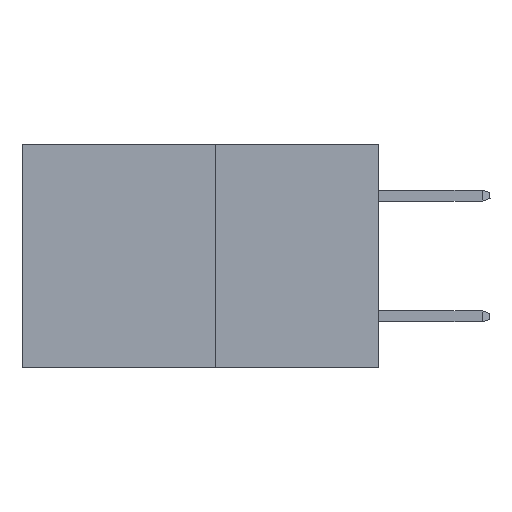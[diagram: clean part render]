
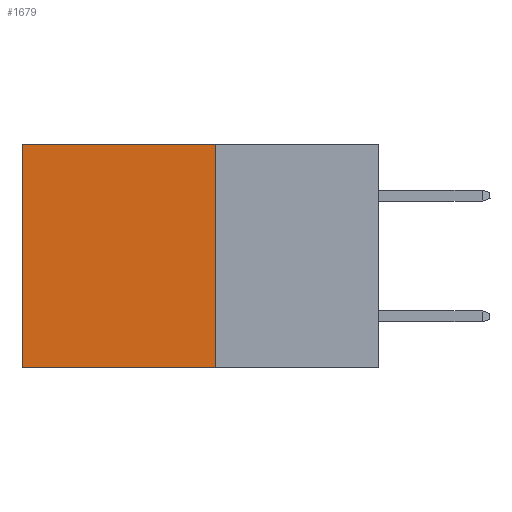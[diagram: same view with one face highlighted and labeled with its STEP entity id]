
A CAD part, left-side view. The second image highlights one B-rep face of the part: STEP entity #1679.
In plain terms, the highlighted planar face has unit normal (-1, 0, 0).
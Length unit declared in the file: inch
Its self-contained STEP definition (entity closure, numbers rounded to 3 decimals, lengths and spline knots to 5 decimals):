
#156 = DIRECTION ( 'NONE',  ( 0., 0., -1. ) ) ;
#185 = CARTESIAN_POINT ( 'NONE',  ( 0.277, 0.59, -0.37 ) ) ;
#316 = ORIENTED_EDGE ( 'NONE', *, *, #5445, .T. ) ;
#546 = ORIENTED_EDGE ( 'NONE', *, *, #6528, .F. ) ;
#612 = ORIENTED_EDGE ( 'NONE', *, *, #6409, .F. ) ;
#627 = ORIENTED_EDGE ( 'NONE', *, *, #10856, .T. ) ;
#858 = AXIS2_PLACEMENT_3D ( 'NONE', #9105, #9279, #9251 ) ;
#1679 = ADVANCED_FACE ( 'NONE', ( #9955 ), #2560, .F. ) ;
#2330 = VERTEX_POINT ( 'NONE', #9865 ) ;
#2560 = PLANE ( 'NONE',  #858 ) ;
#3050 = LINE ( 'NONE', #185, #10600 ) ;
#3379 = CARTESIAN_POINT ( 'NONE',  ( 0.277, 0.27, -0.37 ) ) ;
#3757 = VECTOR ( 'NONE', #10434, 39.37008 ) ;
#3885 = CARTESIAN_POINT ( 'NONE',  ( 0.277, 0.59, -0.37 ) ) ;
#3921 = DIRECTION ( 'NONE',  ( 0., 1., 0. ) ) ;
#3980 = LINE ( 'NONE', #8832, #6293 ) ;
#4558 = CARTESIAN_POINT ( 'NONE',  ( 0.277, 0.27, -0.37 ) ) ;
#4799 = VERTEX_POINT ( 'NONE', #3885 ) ;
#5289 = VECTOR ( 'NONE', #10269, 39.37008 ) ;
#5339 = LINE ( 'NONE', #3379, #5289 ) ;
#5445 = EDGE_CURVE ( 'NONE', #2330, #4799, #3050, .T. ) ;
#6293 = VECTOR ( 'NONE', #3921, 39.37008 ) ;
#6409 = EDGE_CURVE ( 'NONE', #7805, #9937, #5339, .T. ) ;
#6528 = EDGE_CURVE ( 'NONE', #9937, #4799, #9015, .T. ) ;
#6593 = CARTESIAN_POINT ( 'NONE',  ( 0.277, 0.27, 0. ) ) ;
#7805 = VERTEX_POINT ( 'NONE', #6593 ) ;
#8832 = CARTESIAN_POINT ( 'NONE',  ( 0.277, 0.27, 0. ) ) ;
#9015 = LINE ( 'NONE', #4558, #3757 ) ;
#9105 = CARTESIAN_POINT ( 'NONE',  ( 0.277, 0.27, -0.37 ) ) ;
#9251 = DIRECTION ( 'NONE',  ( 0., 0., -1. ) ) ;
#9279 = DIRECTION ( 'NONE',  ( 1., 0., 0. ) ) ;
#9645 = EDGE_LOOP ( 'NONE', ( #316, #546, #612, #627 ) ) ;
#9865 = CARTESIAN_POINT ( 'NONE',  ( 0.277, 0.59, 0. ) ) ;
#9937 = VERTEX_POINT ( 'NONE', #11436 ) ;
#9955 = FACE_OUTER_BOUND ( 'NONE', #9645, .T. ) ;
#10269 = DIRECTION ( 'NONE',  ( 0., 0., -1. ) ) ;
#10434 = DIRECTION ( 'NONE',  ( 0., 1., 0. ) ) ;
#10600 = VECTOR ( 'NONE', #156, 39.37008 ) ;
#10856 = EDGE_CURVE ( 'NONE', #7805, #2330, #3980, .T. ) ;
#11436 = CARTESIAN_POINT ( 'NONE',  ( 0.277, 0.27, -0.37 ) ) ;
